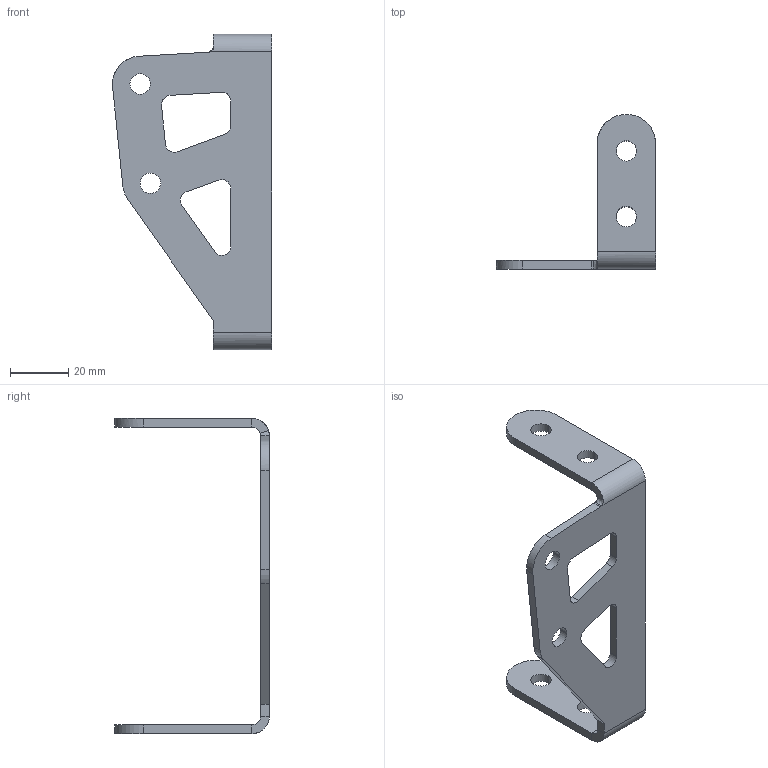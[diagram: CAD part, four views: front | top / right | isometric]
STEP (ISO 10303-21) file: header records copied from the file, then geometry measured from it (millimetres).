
FILE_DESCRIPTION(('CATIA V5 STEP Exchange'),'2;1');
FILE_NAME('ORT-0002-A_Support_radia_huile_D.stp','2022-06-16T19:07:56+00:00',('none'),('none'),'CATIA Version 5 Release 16 (IN-10)','CATIA V5 STEP AP203','none');
FILE_SCHEMA(('CONFIG_CONTROL_DESIGN'));
Length unit declared in the file: millimetre
Products named in the file (1): ORT-0002_Support_radia_huile_D
Bounding box: 54.5 x 53 x 108 mm (x, y, z)
Volume: 15893.5 mm3; surface area: 12838.3 mm2
Topology: 1 solids, 1 shells, 63 faces, 161 edges, 100 vertices
Faces by surface type: cylinder 34, plane 28, bspline 1
Entity records: 2442 total; most frequent: CARTESIAN_POINT 1027, ORIENTED_EDGE 322, DIRECTION 200, EDGE_CURVE 161, VERTEX_POINT 100, VECTOR 88, LINE 88, EDGE_LOOP 79
